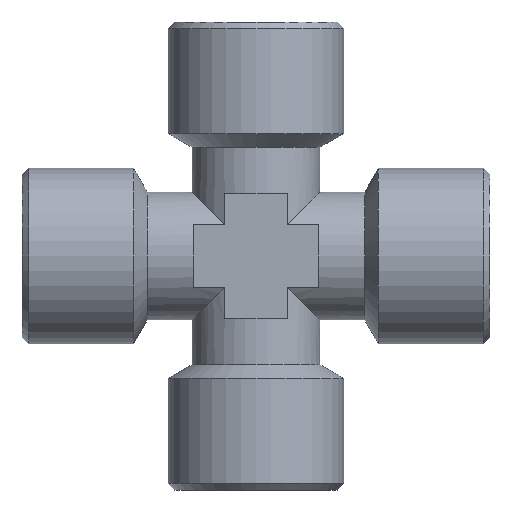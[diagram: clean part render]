
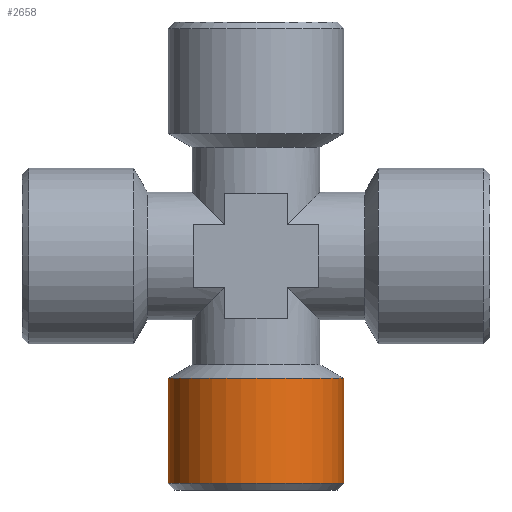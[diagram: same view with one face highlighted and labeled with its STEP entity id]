
A CAD part, front view. The second image highlights one B-rep face of the part: STEP entity #2658.
In plain terms, the highlighted cylindrical face has radius 10.5 mm (diameter 21 mm), a full revolution.
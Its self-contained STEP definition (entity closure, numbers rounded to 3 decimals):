
#1282=CYLINDRICAL_SURFACE('',#2519,10.5);
#1318=ORIENTED_EDGE('',*,*,#1662,.F.);
#1319=ORIENTED_EDGE('',*,*,#1663,.T.);
#1540=CIRCLE('',#2518,10.5);
#1541=CIRCLE('',#2520,10.5);
#1580=VERTEX_POINT('',#2262);
#1581=VERTEX_POINT('',#2265);
#1662=EDGE_CURVE('',#1580,#1580,#1540,.T.);
#1663=EDGE_CURVE('',#1581,#1581,#1541,.T.);
#1776=EDGE_LOOP('',(#1318));
#1777=EDGE_LOOP('',(#1319));
#1874=FACE_BOUND('',#1776,.T.);
#1875=FACE_BOUND('',#1777,.T.);
#1976=DIRECTION('',(0.,-1.,0.));
#1977=DIRECTION('',(0.,0.,10.5));
#1978=DIRECTION('',(0.,1.,0.));
#1979=DIRECTION('',(1.,0.,0.));
#1980=DIRECTION('',(0.,-1.,0.));
#1981=DIRECTION('',(0.,0.,10.5));
#2262=CARTESIAN_POINT('',(31.577,3.176,10.5));
#2263=CARTESIAN_POINT('',(31.577,3.176,0.));
#2264=CARTESIAN_POINT('',(31.577,3.176,0.));
#2265=CARTESIAN_POINT('',(31.577,15.73,10.5));
#2266=CARTESIAN_POINT('',(31.577,15.73,0.));
#2518=AXIS2_PLACEMENT_3D('',#2263,#1976,#1977);
#2519=AXIS2_PLACEMENT_3D('',#2264,#1978,#1979);
#2520=AXIS2_PLACEMENT_3D('',#2266,#1980,#1981);
#2658=ADVANCED_FACE('',(#1874,#1875),#1282,.T.);
